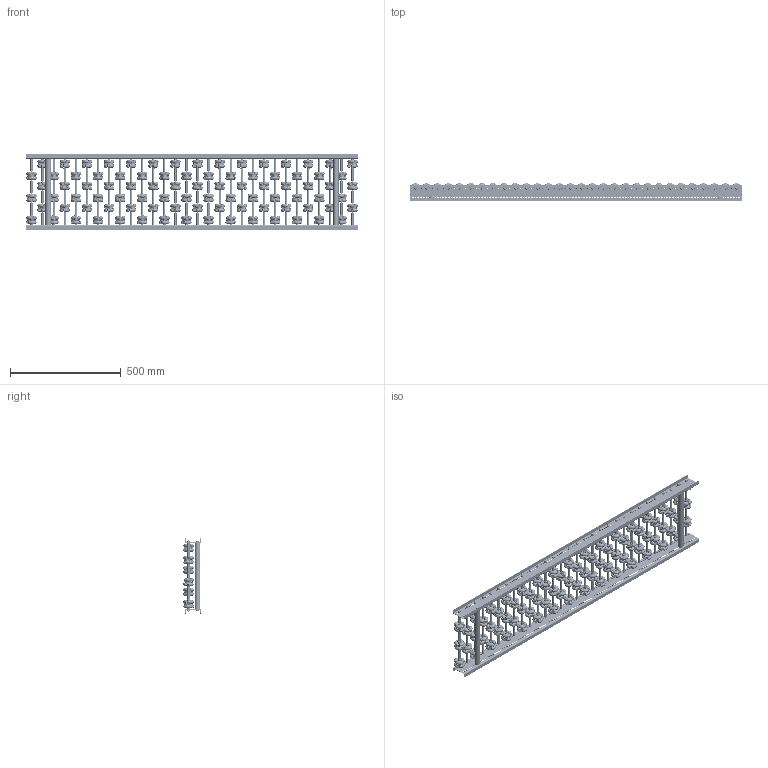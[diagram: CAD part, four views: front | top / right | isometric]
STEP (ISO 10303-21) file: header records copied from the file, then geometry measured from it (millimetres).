
FILE_DESCRIPTION (( 'STEP AP214' ), '1' );
FILE_NAME ('0052569.step', '2021-10-26T12:37:40', ( '' ), ( '' ), 'SwSTEP 2.0', 'SolidWorks 2020', '' );
FILE_SCHEMA (( 'AUTOMOTIVE_DESIGN' ));
Length unit declared in the file: millimetre
Products named in the file (13): AWR-Achse-f黵-Konfiguration_L300; AWR48_Röllchen; 0027528_BUCHSE-HOHLNIETE ZU AWR48; 0036819_SICHERUNGS-HUTMUTTER-DIN986-M6; 0019730_Tragrollenrohr-Ø10x1,75KU_KFG_0019730_L=55; Profil-RB-20x70x20x2_S100216_U-PROFIL-20-70-20-2-RB-L=1500; S100994_Sperrzahnschraube_M08x16-8.8-A2K; 0015028_AWR48; 0052569; 0019719_Gewindestange-M6_L=320; AWR48_Halter; AWR48_Stift; Traversen_KFG_L300
Assembly tree (124 placements, depth 4):
  0052569
    Profil-RB-20x70x20x2_S100216_U-PROFIL-20-70-20-2-RB-L=1500  x2
    AWR-Achse-f黵-Konfiguration_L300  x30
      0019719_Gewindestange-M6_L=320
      0015028_AWR48
        AWR48_Halter
        AWR48_Röllchen  x6
        AWR48_Stift  x6
      0019730_Tragrollenrohr-Ø10x1,75KU_KFG_0019730_L=55
      0027528_BUCHSE-HOHLNIETE ZU AWR48
    S100994_Sperrzahnschraube_M08x16-8.8-A2K  x4
    Traversen_KFG_L300  x2
    0036819_SICHERUNGS-HUTMUTTER-DIN986-M6  x60
Bounding box: 1500 x 78.93 x 340 mm (x, y, z)
Volume: 5043593.1 mm3; surface area: 3457610 mm2
Topology: 1542 solids, 1542 shells, 27692 faces, 64056 edges, 40424 vertices
Faces by surface type: cylinder 10668, plane 9480, torus 4816, cone 2608, sphere 120
Entity records: 29064 total; most frequent: CARTESIAN_POINT 5704, DIRECTION 5071, ORIENTED_EDGE 4282, AXIS2_PLACEMENT_3D 2166, EDGE_CURVE 2141, VERTEX_POINT 1394, EDGE_LOOP 1299, CIRCLE 1258
